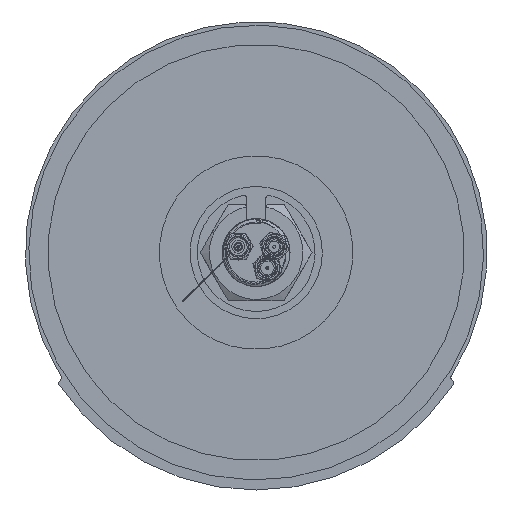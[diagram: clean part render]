
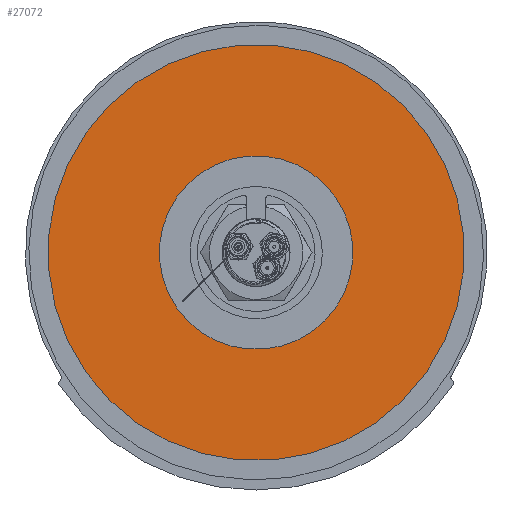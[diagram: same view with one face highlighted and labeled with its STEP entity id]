
A CAD part, front view. The second image highlights one B-rep face of the part: STEP entity #27072.
In plain terms, the highlighted planar face has unit normal (0, -1, 0).
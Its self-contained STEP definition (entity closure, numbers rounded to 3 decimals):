
#337 = PLANE ( 'NONE',  #11435 ) ;
#382 = AXIS2_PLACEMENT_3D ( 'NONE', #24969, #29566, #12973 ) ;
#543 = DIRECTION ( 'NONE',  ( 0., 1., 0. ) ) ;
#730 = FACE_OUTER_BOUND ( 'NONE', #9471, .T. ) ;
#2039 = VERTEX_POINT ( 'NONE', #28742 ) ;
#2258 = DIRECTION ( 'NONE',  ( 0.088, 0., 0.996 ) ) ;
#3178 = CIRCLE ( 'NONE', #23401, 64.5 ) ;
#3579 = VERTEX_POINT ( 'NONE', #9689 ) ;
#4794 = DIRECTION ( 'NONE',  ( 0.088, 0., 0.996 ) ) ;
#5063 = ORIENTED_EDGE ( 'NONE', *, *, #26592, .T. ) ;
#5294 = CARTESIAN_POINT ( 'NONE',  ( 0., -5.3, 0. ) ) ;
#5430 = CARTESIAN_POINT ( 'NONE',  ( 0., -5.3, 0. ) ) ;
#5520 = FACE_BOUND ( 'NONE', #6754, .T. ) ;
#6216 = CARTESIAN_POINT ( 'NONE',  ( 5.68, -5.3, 64.249 ) ) ;
#6754 = EDGE_LOOP ( 'NONE', ( #5063, #9350 ) ) ;
#7329 = CARTESIAN_POINT ( 'NONE',  ( 0., -5.3, 0. ) ) ;
#7467 = VERTEX_POINT ( 'NONE', #29677 ) ;
#7494 = EDGE_CURVE ( 'NONE', #8014, #2039, #10545, .T. ) ;
#8014 = VERTEX_POINT ( 'NONE', #6216 ) ;
#9350 = ORIENTED_EDGE ( 'NONE', *, *, #25750, .T. ) ;
#9471 = EDGE_LOOP ( 'NONE', ( #12911, #24117 ) ) ;
#9529 = DIRECTION ( 'NONE',  ( 0., 1., 0. ) ) ;
#9689 = CARTESIAN_POINT ( 'NONE',  ( 2.642, -5.3, 29.883 ) ) ;
#10545 = CIRCLE ( 'NONE', #18971, 64.5 ) ;
#11435 = AXIS2_PLACEMENT_3D ( 'NONE', #5294, #543, #21818 ) ;
#11452 = CIRCLE ( 'NONE', #28597, 30. ) ;
#12214 = DIRECTION ( 'NONE',  ( 0.088, 0., 0.996 ) ) ;
#12911 = ORIENTED_EDGE ( 'NONE', *, *, #28935, .F. ) ;
#12973 = DIRECTION ( 'NONE',  ( 0.088, 0., 0.996 ) ) ;
#15089 = CIRCLE ( 'NONE', #382, 30. ) ;
#18971 = AXIS2_PLACEMENT_3D ( 'NONE', #7329, #9529, #4794 ) ;
#19661 = DIRECTION ( 'NONE',  ( 0., 1., 0. ) ) ;
#21427 = DIRECTION ( 'NONE',  ( 0., 1., 0. ) ) ;
#21818 = DIRECTION ( 'NONE',  ( 0.088, 0., 0.996 ) ) ;
#23015 = CARTESIAN_POINT ( 'NONE',  ( 0., -5.3, 0. ) ) ;
#23401 = AXIS2_PLACEMENT_3D ( 'NONE', #23015, #21427, #2258 ) ;
#24117 = ORIENTED_EDGE ( 'NONE', *, *, #7494, .F. ) ;
#24969 = CARTESIAN_POINT ( 'NONE',  ( 0., -5.3, 0. ) ) ;
#25750 = EDGE_CURVE ( 'NONE', #3579, #7467, #11452, .T. ) ;
#26592 = EDGE_CURVE ( 'NONE', #7467, #3579, #15089, .T. ) ;
#27072 = ADVANCED_FACE ( 'NONE', ( #730, #5520 ), #337, .F. ) ;
#28597 = AXIS2_PLACEMENT_3D ( 'NONE', #5430, #19661, #12214 ) ;
#28742 = CARTESIAN_POINT ( 'NONE',  ( -5.68, -5.3, -64.249 ) ) ;
#28935 = EDGE_CURVE ( 'NONE', #2039, #8014, #3178, .T. ) ;
#29566 = DIRECTION ( 'NONE',  ( 0., 1., 0. ) ) ;
#29677 = CARTESIAN_POINT ( 'NONE',  ( -2.642, -5.3, -29.883 ) ) ;
